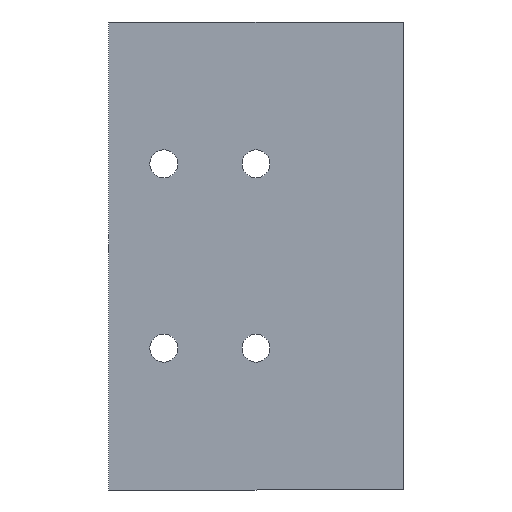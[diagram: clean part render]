
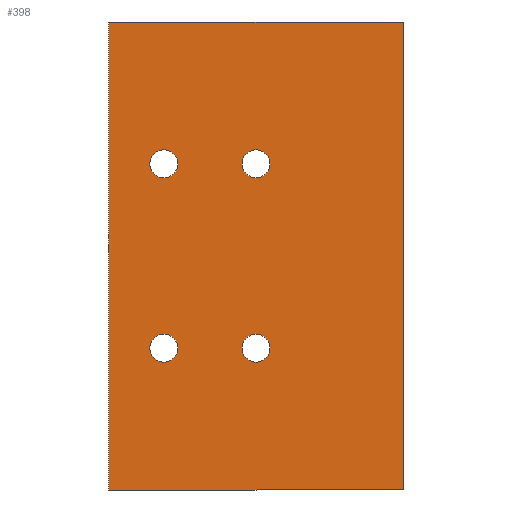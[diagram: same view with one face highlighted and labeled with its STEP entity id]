
A CAD part, front view. The second image highlights one B-rep face of the part: STEP entity #398.
In plain terms, the highlighted planar face has unit normal (0, -1, 0).
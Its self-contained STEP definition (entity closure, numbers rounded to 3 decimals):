
#14 = CARTESIAN_POINT ( 'NONE',  ( -32.5, 0., 12.5 ) ) ;
#20 = CARTESIAN_POINT ( 'NONE',  ( -32.5, 0., -10.601 ) ) ;
#27 = EDGE_LOOP ( 'NONE', ( #194, #95 ) ) ;
#40 = DIRECTION ( 'NONE',  ( 0., -1., 0. ) ) ;
#46 = AXIS2_PLACEMENT_3D ( 'NONE', #324, #40, #600 ) ;
#60 = VERTEX_POINT ( 'NONE', #673 ) ;
#68 = CARTESIAN_POINT ( 'NONE',  ( 0., 0., 31.75 ) ) ;
#78 = LINE ( 'NONE', #68, #260 ) ;
#95 = ORIENTED_EDGE ( 'NONE', *, *, #675, .F. ) ;
#99 = EDGE_LOOP ( 'NONE', ( #630, #646 ) ) ;
#100 = VECTOR ( 'NONE', #732, 1000. ) ;
#116 = FACE_BOUND ( 'NONE', #568, .T. ) ;
#126 = DIRECTION ( 'NONE',  ( 0., 0., -1. ) ) ;
#128 = ORIENTED_EDGE ( 'NONE', *, *, #701, .F. ) ;
#158 = AXIS2_PLACEMENT_3D ( 'NONE', #417, #648, #709 ) ;
#159 = EDGE_CURVE ( 'NONE', #712, #713, #171, .T. ) ;
#171 = LINE ( 'NONE', #353, #737 ) ;
#173 = VERTEX_POINT ( 'NONE', #239 ) ;
#176 = VERTEX_POINT ( 'NONE', #470 ) ;
#178 = EDGE_CURVE ( 'NONE', #640, #593, #274, .T. ) ;
#181 = VECTOR ( 'NONE', #733, 1000. ) ;
#194 = ORIENTED_EDGE ( 'NONE', *, *, #437, .F. ) ;
#206 = DIRECTION ( 'NONE',  ( 0., 0., -1. ) ) ;
#207 = AXIS2_PLACEMENT_3D ( 'NONE', #279, #706, #638 ) ;
#214 = EDGE_CURVE ( 'NONE', #517, #176, #301, .T. ) ;
#223 = EDGE_CURVE ( 'NONE', #378, #471, #556, .T. ) ;
#224 = DIRECTION ( 'NONE',  ( 0., 0., -1. ) ) ;
#225 = FACE_BOUND ( 'NONE', #27, .T. ) ;
#232 = DIRECTION ( 'NONE',  ( 0., -1., 0. ) ) ;
#239 = CARTESIAN_POINT ( 'NONE',  ( -20., 0., -14.399 ) ) ;
#260 = VECTOR ( 'NONE', #307, 1000. ) ;
#263 = DIRECTION ( 'NONE',  ( 0., -1., 0. ) ) ;
#266 = DIRECTION ( 'NONE',  ( 0., 0., -1. ) ) ;
#273 = CARTESIAN_POINT ( 'NONE',  ( -32.5, 0., 14.399 ) ) ;
#274 = CIRCLE ( 'NONE', #207, 1.899 ) ;
#279 = CARTESIAN_POINT ( 'NONE',  ( -20., 0., 12.5 ) ) ;
#301 = LINE ( 'NONE', #526, #100 ) ;
#307 = DIRECTION ( 'NONE',  ( 0., 0., -1. ) ) ;
#309 = VERTEX_POINT ( 'NONE', #561 ) ;
#322 = EDGE_LOOP ( 'NONE', ( #128, #376, #423, #434 ) ) ;
#324 = CARTESIAN_POINT ( 'NONE',  ( -32.5, 0., -12.5 ) ) ;
#326 = CIRCLE ( 'NONE', #158, 1.899 ) ;
#331 = PLANE ( 'NONE',  #596 ) ;
#336 = CARTESIAN_POINT ( 'NONE',  ( -40., 0., 31.75 ) ) ;
#339 = AXIS2_PLACEMENT_3D ( 'NONE', #637, #631, #126 ) ;
#353 = CARTESIAN_POINT ( 'NONE',  ( -40., 0., 31.75 ) ) ;
#355 = DIRECTION ( 'NONE',  ( 0., -1., 0. ) ) ;
#365 = DIRECTION ( 'NONE',  ( 0., -1., 0. ) ) ;
#373 = CARTESIAN_POINT ( 'NONE',  ( 0., 0., -31.75 ) ) ;
#376 = ORIENTED_EDGE ( 'NONE', *, *, #159, .F. ) ;
#378 = VERTEX_POINT ( 'NONE', #273 ) ;
#383 = EDGE_CURVE ( 'NONE', #176, #712, #445, .T. ) ;
#387 = ORIENTED_EDGE ( 'NONE', *, *, #178, .F. ) ;
#398 = ADVANCED_FACE ( 'NONE', ( #225, #446, #625, #116, #563 ), #331, .T. ) ;
#417 = CARTESIAN_POINT ( 'NONE',  ( -20., 0., -12.5 ) ) ;
#423 = ORIENTED_EDGE ( 'NONE', *, *, #383, .F. ) ;
#429 = EDGE_CURVE ( 'NONE', #309, #717, #453, .T. ) ;
#434 = ORIENTED_EDGE ( 'NONE', *, *, #214, .F. ) ;
#437 = EDGE_CURVE ( 'NONE', #60, #173, #500, .T. ) ;
#442 = DIRECTION ( 'NONE',  ( 0., -1., 0. ) ) ;
#445 = LINE ( 'NONE', #336, #181 ) ;
#446 = FACE_BOUND ( 'NONE', #99, .T. ) ;
#453 = CIRCLE ( 'NONE', #652, 1.899 ) ;
#458 = CARTESIAN_POINT ( 'NONE',  ( -20., 0., -12.5 ) ) ;
#464 = ORIENTED_EDGE ( 'NONE', *, *, #223, .F. ) ;
#470 = CARTESIAN_POINT ( 'NONE',  ( -40., 0., -31.75 ) ) ;
#471 = VERTEX_POINT ( 'NONE', #566 ) ;
#485 = AXIS2_PLACEMENT_3D ( 'NONE', #14, #365, #224 ) ;
#487 = AXIS2_PLACEMENT_3D ( 'NONE', #490, #263, #206 ) ;
#490 = CARTESIAN_POINT ( 'NONE',  ( -32.5, 0., 12.5 ) ) ;
#492 = EDGE_LOOP ( 'NONE', ( #464, #656 ) ) ;
#500 = CIRCLE ( 'NONE', #513, 1.899 ) ;
#513 = AXIS2_PLACEMENT_3D ( 'NONE', #458, #232, #522 ) ;
#516 = DIRECTION ( 'NONE',  ( 0., 0., -1. ) ) ;
#517 = VERTEX_POINT ( 'NONE', #373 ) ;
#522 = DIRECTION ( 'NONE',  ( 0., 0., -1. ) ) ;
#526 = CARTESIAN_POINT ( 'NONE',  ( -40., 0., -31.75 ) ) ;
#531 = CARTESIAN_POINT ( 'NONE',  ( -40., 0., 31.75 ) ) ;
#545 = CARTESIAN_POINT ( 'NONE',  ( -20., 0., 10.601 ) ) ;
#548 = CARTESIAN_POINT ( 'NONE',  ( -20., 0., 14.399 ) ) ;
#551 = CARTESIAN_POINT ( 'NONE',  ( 0., 0., 0. ) ) ;
#556 = CIRCLE ( 'NONE', #485, 1.899 ) ;
#561 = CARTESIAN_POINT ( 'NONE',  ( -32.5, 0., -14.399 ) ) ;
#563 = FACE_OUTER_BOUND ( 'NONE', #322, .T. ) ;
#566 = CARTESIAN_POINT ( 'NONE',  ( -32.5, 0., 10.601 ) ) ;
#567 = CIRCLE ( 'NONE', #46, 1.899 ) ;
#568 = EDGE_LOOP ( 'NONE', ( #387, #700 ) ) ;
#578 = CARTESIAN_POINT ( 'NONE',  ( 0., 0., 31.75 ) ) ;
#593 = VERTEX_POINT ( 'NONE', #545 ) ;
#596 = AXIS2_PLACEMENT_3D ( 'NONE', #551, #442, #266 ) ;
#600 = DIRECTION ( 'NONE',  ( 0., 0., -1. ) ) ;
#625 = FACE_BOUND ( 'NONE', #492, .T. ) ;
#630 = ORIENTED_EDGE ( 'NONE', *, *, #644, .F. ) ;
#631 = DIRECTION ( 'NONE',  ( 0., -1., 0. ) ) ;
#632 = EDGE_CURVE ( 'NONE', #471, #378, #720, .T. ) ;
#637 = CARTESIAN_POINT ( 'NONE',  ( -20., 0., 12.5 ) ) ;
#638 = DIRECTION ( 'NONE',  ( 0., 0., -1. ) ) ;
#640 = VERTEX_POINT ( 'NONE', #548 ) ;
#644 = EDGE_CURVE ( 'NONE', #717, #309, #567, .T. ) ;
#646 = ORIENTED_EDGE ( 'NONE', *, *, #429, .F. ) ;
#648 = DIRECTION ( 'NONE',  ( 0., -1., 0. ) ) ;
#649 = DIRECTION ( 'NONE',  ( 1., 0., 0. ) ) ;
#652 = AXIS2_PLACEMENT_3D ( 'NONE', #658, #355, #516 ) ;
#656 = ORIENTED_EDGE ( 'NONE', *, *, #632, .F. ) ;
#658 = CARTESIAN_POINT ( 'NONE',  ( -32.5, 0., -12.5 ) ) ;
#673 = CARTESIAN_POINT ( 'NONE',  ( -20., 0., -10.601 ) ) ;
#675 = EDGE_CURVE ( 'NONE', #173, #60, #326, .T. ) ;
#700 = ORIENTED_EDGE ( 'NONE', *, *, #739, .F. ) ;
#701 = EDGE_CURVE ( 'NONE', #713, #517, #78, .T. ) ;
#706 = DIRECTION ( 'NONE',  ( 0., -1., 0. ) ) ;
#709 = DIRECTION ( 'NONE',  ( 0., 0., -1. ) ) ;
#712 = VERTEX_POINT ( 'NONE', #531 ) ;
#713 = VERTEX_POINT ( 'NONE', #578 ) ;
#717 = VERTEX_POINT ( 'NONE', #20 ) ;
#720 = CIRCLE ( 'NONE', #487, 1.899 ) ;
#732 = DIRECTION ( 'NONE',  ( -1., 0., 0. ) ) ;
#733 = DIRECTION ( 'NONE',  ( 0., 0., 1. ) ) ;
#737 = VECTOR ( 'NONE', #649, 1000. ) ;
#738 = CIRCLE ( 'NONE', #339, 1.899 ) ;
#739 = EDGE_CURVE ( 'NONE', #593, #640, #738, .T. ) ;
